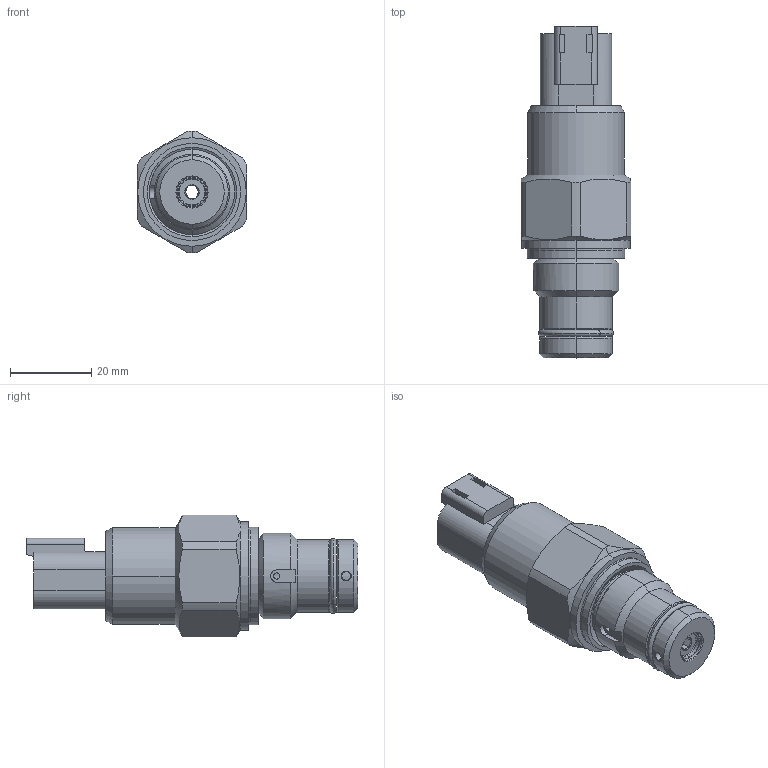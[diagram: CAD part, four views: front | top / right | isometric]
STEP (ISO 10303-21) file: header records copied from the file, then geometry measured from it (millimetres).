
FILE_DESCRIPTION (( 'STEP AP214' ), '1' );
FILE_NAME ('83.STEP', '2020-02-11T10:07:30', ( '' ), ( '' ), 'SwSTEP 2.0', 'SolidWorks 2019', '' );
FILE_SCHEMA (( 'AUTOMOTIVE_DESIGN' ));
Length unit declared in the file: millimetre
Products named in the file (1): 83
Bounding box: 27 x 81.7 x 30 mm (x, y, z)
Surface area: 8510.2 mm2 (no closed solid volume)
Topology: 0 solids, 6 shells, 138 faces, 368 edges, 236 vertices
Faces by surface type: plane 61, cylinder 41, cone 24, torus 12
Entity records: 6038 total; most frequent: CARTESIAN_POINT 1005, DIRECTION 756, ORIENTED_EDGE 702, EDGE_CURVE 368, AXIS2_PLACEMENT_3D 279, VERTEX_POINT 236, LINE 198, VECTOR 198
